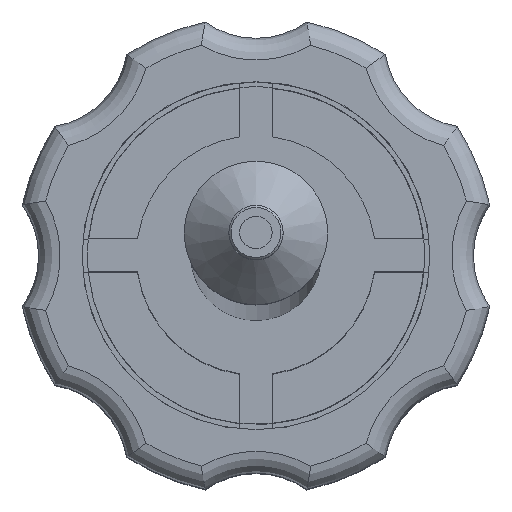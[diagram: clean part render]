
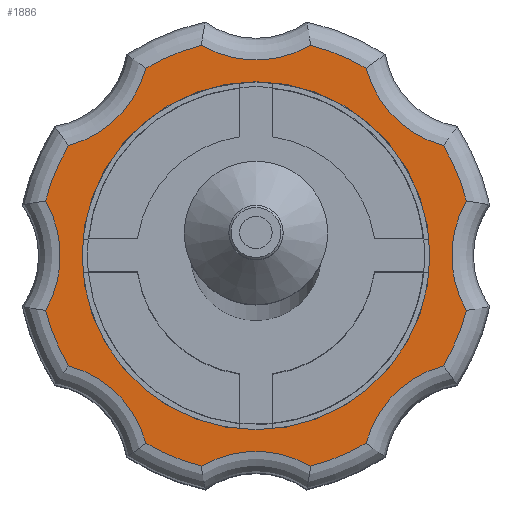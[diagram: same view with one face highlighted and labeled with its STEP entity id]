
A CAD part, top view. The second image highlights one B-rep face of the part: STEP entity #1886.
In plain terms, the highlighted planar face has unit normal (0, 0, 1).
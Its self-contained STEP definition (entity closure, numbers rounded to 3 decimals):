
#314=FACE_BOUND($,#527,.T.);
#389=FACE_OUTER_BOUND($,#526,.T.);
#526=EDGE_LOOP($,(#1289,#1290,#1291,#1292,#1293,#1294,#1295,#1296,#1297,
#1298,#1299,#1300,#1301,#1302,#1303,#1304));
#527=EDGE_LOOP($,(#1305));
#679=CIRCLE($,#2026,8.);
#690=CIRCLE($,#2040,10.);
#691=CIRCLE($,#2041,5.);
#692=CIRCLE($,#2042,10.);
#693=CIRCLE($,#2043,5.);
#694=CIRCLE($,#2044,10.);
#695=CIRCLE($,#2045,5.);
#696=CIRCLE($,#2046,10.);
#697=CIRCLE($,#2047,5.);
#698=CIRCLE($,#2048,10.);
#699=CIRCLE($,#2049,5.);
#700=CIRCLE($,#2050,10.);
#701=CIRCLE($,#2051,5.);
#702=CIRCLE($,#2052,10.);
#703=CIRCLE($,#2053,5.);
#704=CIRCLE($,#2054,10.);
#705=CIRCLE($,#2055,5.);
#813=VERTEX_POINT($,#2944);
#824=VERTEX_POINT($,#2969);
#825=VERTEX_POINT($,#2970);
#826=VERTEX_POINT($,#2972);
#827=VERTEX_POINT($,#2974);
#828=VERTEX_POINT($,#2976);
#829=VERTEX_POINT($,#2978);
#830=VERTEX_POINT($,#2980);
#831=VERTEX_POINT($,#2982);
#832=VERTEX_POINT($,#2984);
#833=VERTEX_POINT($,#2986);
#834=VERTEX_POINT($,#2988);
#835=VERTEX_POINT($,#2990);
#836=VERTEX_POINT($,#2992);
#837=VERTEX_POINT($,#2994);
#838=VERTEX_POINT($,#2996);
#839=VERTEX_POINT($,#2998);
#995=EDGE_CURVE($,#813,#813,#679,.T.);
#1006=EDGE_CURVE($,#824,#825,#690,.T.);
#1007=EDGE_CURVE($,#826,#824,#691,.T.);
#1008=EDGE_CURVE($,#827,#826,#692,.T.);
#1009=EDGE_CURVE($,#828,#827,#693,.T.);
#1010=EDGE_CURVE($,#829,#828,#694,.T.);
#1011=EDGE_CURVE($,#830,#829,#695,.T.);
#1012=EDGE_CURVE($,#831,#830,#696,.T.);
#1013=EDGE_CURVE($,#832,#831,#697,.T.);
#1014=EDGE_CURVE($,#833,#832,#698,.T.);
#1015=EDGE_CURVE($,#834,#833,#699,.T.);
#1016=EDGE_CURVE($,#835,#834,#700,.T.);
#1017=EDGE_CURVE($,#836,#835,#701,.T.);
#1018=EDGE_CURVE($,#837,#836,#702,.T.);
#1019=EDGE_CURVE($,#838,#837,#703,.T.);
#1020=EDGE_CURVE($,#839,#838,#704,.T.);
#1021=EDGE_CURVE($,#825,#839,#705,.T.);
#1289=ORIENTED_EDGE($,*,*,#1006,.F.);
#1290=ORIENTED_EDGE($,*,*,#1007,.F.);
#1291=ORIENTED_EDGE($,*,*,#1008,.F.);
#1292=ORIENTED_EDGE($,*,*,#1009,.F.);
#1293=ORIENTED_EDGE($,*,*,#1010,.F.);
#1294=ORIENTED_EDGE($,*,*,#1011,.F.);
#1295=ORIENTED_EDGE($,*,*,#1012,.F.);
#1296=ORIENTED_EDGE($,*,*,#1013,.F.);
#1297=ORIENTED_EDGE($,*,*,#1014,.F.);
#1298=ORIENTED_EDGE($,*,*,#1015,.F.);
#1299=ORIENTED_EDGE($,*,*,#1016,.F.);
#1300=ORIENTED_EDGE($,*,*,#1017,.F.);
#1301=ORIENTED_EDGE($,*,*,#1018,.F.);
#1302=ORIENTED_EDGE($,*,*,#1019,.F.);
#1303=ORIENTED_EDGE($,*,*,#1020,.F.);
#1304=ORIENTED_EDGE($,*,*,#1021,.F.);
#1305=ORIENTED_EDGE($,*,*,#995,.T.);
#1829=PLANE($,#2039);
#1886=ADVANCED_FACE($,(#389,#314),#1829,.F.);
#2026=AXIS2_PLACEMENT_3D($,#2945,#2306,#2307);
#2039=AXIS2_PLACEMENT_3D($,#2968,#2332,#2333);
#2040=AXIS2_PLACEMENT_3D($,#2971,#2334,#2335);
#2041=AXIS2_PLACEMENT_3D($,#2973,#2336,#2337);
#2042=AXIS2_PLACEMENT_3D($,#2975,#2338,#2339);
#2043=AXIS2_PLACEMENT_3D($,#2977,#2340,#2341);
#2044=AXIS2_PLACEMENT_3D($,#2979,#2342,#2343);
#2045=AXIS2_PLACEMENT_3D($,#2981,#2344,#2345);
#2046=AXIS2_PLACEMENT_3D($,#2983,#2346,#2347);
#2047=AXIS2_PLACEMENT_3D($,#2985,#2348,#2349);
#2048=AXIS2_PLACEMENT_3D($,#2987,#2350,#2351);
#2049=AXIS2_PLACEMENT_3D($,#2989,#2352,#2353);
#2050=AXIS2_PLACEMENT_3D($,#2991,#2354,#2355);
#2051=AXIS2_PLACEMENT_3D($,#2993,#2356,#2357);
#2052=AXIS2_PLACEMENT_3D($,#2995,#2358,#2359);
#2053=AXIS2_PLACEMENT_3D($,#2997,#2360,#2361);
#2054=AXIS2_PLACEMENT_3D($,#2999,#2362,#2363);
#2055=AXIS2_PLACEMENT_3D($,#3000,#2364,#2365);
#2306=DIRECTION('center_axis',(0.,0.,-1.));
#2307=DIRECTION('ref_axis',(-1.,0.,0.));
#2332=DIRECTION('center_axis',(0.,0.,-1.));
#2333=DIRECTION('ref_axis',(-1.,0.,0.));
#2334=DIRECTION('center_axis',(0.,0.,-1.));
#2335=DIRECTION('ref_axis',(-0.924,-0.383,0.));
#2336=DIRECTION('center_axis',(0.,0.,1.));
#2337=DIRECTION('ref_axis',(0.707,0.707,0.));
#2338=DIRECTION('center_axis',(0.,0.,-1.));
#2339=DIRECTION('ref_axis',(-0.383,-0.924,0.));
#2340=DIRECTION('center_axis',(0.,0.,1.));
#2341=DIRECTION('ref_axis',(0.,1.,0.));
#2342=DIRECTION('center_axis',(0.,0.,-1.));
#2343=DIRECTION('ref_axis',(0.383,-0.924,0.));
#2344=DIRECTION('center_axis',(0.,0.,1.));
#2345=DIRECTION('ref_axis',(-0.707,0.707,0.));
#2346=DIRECTION('center_axis',(0.,0.,-1.));
#2347=DIRECTION('ref_axis',(0.924,-0.383,0.));
#2348=DIRECTION('center_axis',(0.,0.,1.));
#2349=DIRECTION('ref_axis',(-1.,0.,0.));
#2350=DIRECTION('center_axis',(0.,0.,-1.));
#2351=DIRECTION('ref_axis',(0.924,0.383,0.));
#2352=DIRECTION('center_axis',(0.,0.,1.));
#2353=DIRECTION('ref_axis',(-0.707,-0.707,0.));
#2354=DIRECTION('center_axis',(0.,0.,-1.));
#2355=DIRECTION('ref_axis',(0.383,0.924,0.));
#2356=DIRECTION('center_axis',(0.,0.,1.));
#2357=DIRECTION('ref_axis',(0.,-1.,0.));
#2358=DIRECTION('center_axis',(0.,0.,-1.));
#2359=DIRECTION('ref_axis',(-0.383,0.924,0.));
#2360=DIRECTION('center_axis',(0.,0.,1.));
#2361=DIRECTION('ref_axis',(0.707,-0.707,0.));
#2362=DIRECTION('center_axis',(0.,0.,-1.));
#2363=DIRECTION('ref_axis',(-0.924,0.383,0.));
#2364=DIRECTION('center_axis',(0.,0.,1.));
#2365=DIRECTION('ref_axis',(1.,0.,0.));
#2944=CARTESIAN_POINT('',(8.,0.,15.));
#2945=CARTESIAN_POINT('Origin',(0.,0.,15.));
#2968=CARTESIAN_POINT('Origin',(0.,0.,15.));
#2969=CARTESIAN_POINT('',(-8.622,-5.065,15.));
#2970=CARTESIAN_POINT('',(-9.679,-2.515,15.));
#2971=CARTESIAN_POINT('Origin',(0.,0.,15.));
#2972=CARTESIAN_POINT('',(-5.065,-8.622,15.));
#2973=CARTESIAN_POINT('Origin',(-9.899,-9.899,15.));
#2974=CARTESIAN_POINT('',(-2.515,-9.679,15.));
#2975=CARTESIAN_POINT('Origin',(0.,0.,15.));
#2976=CARTESIAN_POINT('',(2.515,-9.679,15.));
#2977=CARTESIAN_POINT('Origin',(0.,-14.,15.));
#2978=CARTESIAN_POINT('',(5.065,-8.622,15.));
#2979=CARTESIAN_POINT('Origin',(0.,0.,15.));
#2980=CARTESIAN_POINT('',(8.622,-5.065,15.));
#2981=CARTESIAN_POINT('Origin',(9.899,-9.899,15.));
#2982=CARTESIAN_POINT('',(9.679,-2.515,15.));
#2983=CARTESIAN_POINT('Origin',(0.,0.,15.));
#2984=CARTESIAN_POINT('',(9.679,2.515,15.));
#2985=CARTESIAN_POINT('Origin',(14.,0.,15.));
#2986=CARTESIAN_POINT('',(8.622,5.065,15.));
#2987=CARTESIAN_POINT('Origin',(0.,0.,15.));
#2988=CARTESIAN_POINT('',(5.065,8.622,15.));
#2989=CARTESIAN_POINT('Origin',(9.899,9.899,15.));
#2990=CARTESIAN_POINT('',(2.515,9.679,15.));
#2991=CARTESIAN_POINT('Origin',(0.,0.,15.));
#2992=CARTESIAN_POINT('',(-2.515,9.679,15.));
#2993=CARTESIAN_POINT('Origin',(0.,14.,15.));
#2994=CARTESIAN_POINT('',(-5.065,8.622,15.));
#2995=CARTESIAN_POINT('Origin',(0.,0.,15.));
#2996=CARTESIAN_POINT('',(-8.622,5.065,15.));
#2997=CARTESIAN_POINT('Origin',(-9.899,9.899,15.));
#2998=CARTESIAN_POINT('',(-9.679,2.515,15.));
#2999=CARTESIAN_POINT('Origin',(0.,0.,15.));
#3000=CARTESIAN_POINT('Origin',(-14.,0.,15.));
